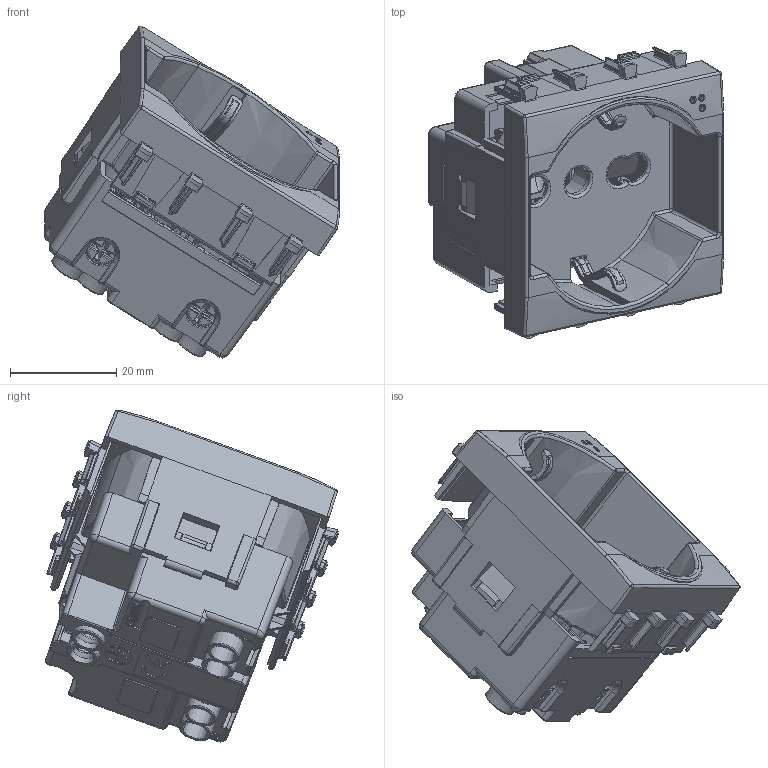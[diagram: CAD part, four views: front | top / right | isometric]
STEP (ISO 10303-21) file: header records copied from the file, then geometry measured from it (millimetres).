
FILE_DESCRIPTION(('CATIA V5 STEP Exchange'),'2;1');
FILE_NAME('441090_15TS.stp','2024-03-06T09:52:25+00:00',('none'),('none'),'CATIA Version 5-6 Release 2016 SP6','CATIA V5 STEP AP203','none');
FILE_SCHEMA(('CONFIG_CONTROL_DESIGN'));
Products named in the file (1): 441090_15TS
Assembly tree (13 placements, depth 2):
  441090_15TS
    #57
    #10711
    #11583  x3
    #13496  x3
    #14362
    #56549
    #110438  x2
    #122774
Bounding box: 55.51 x 55.16 x 62.49 mm (x, y, z)
Volume: 18265.9 mm3; surface area: 31589.5 mm2
Topology: 13 solids, 13 shells, 4506 faces, 11597 edges, 6948 vertices
Faces by surface type: plane 1903, cylinder 1390, bspline 459, cone 304, torus 230, sphere 204, revolution 16
Entity records: 158546 total; most frequent: CARTESIAN_POINT 74767, ORIENTED_EDGE 19870, DIRECTION 12565, EDGE_CURVE 9935, VERTEX_POINT 6041, VECTOR 4976, LINE 4976, AXIS2_PLACEMENT_3D 4740
